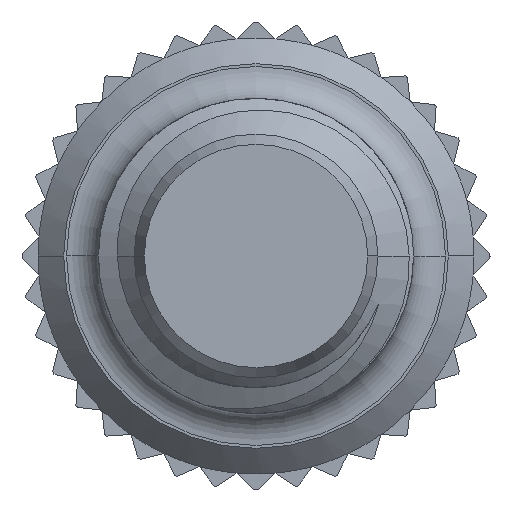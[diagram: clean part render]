
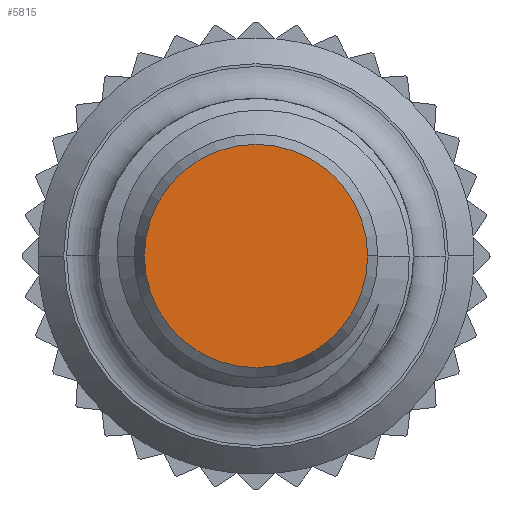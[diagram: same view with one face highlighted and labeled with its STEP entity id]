
A CAD part, front view. The second image highlights one B-rep face of the part: STEP entity #5815.
In plain terms, the highlighted planar face has unit normal (0, -1, 0).
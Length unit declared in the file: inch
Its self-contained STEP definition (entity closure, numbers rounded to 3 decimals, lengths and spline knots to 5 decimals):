
#677 = AXIS2_PLACEMENT_3D ( 'NONE', #2985, #7090, #3571 ) ;
#1258 = CARTESIAN_POINT ( 'NONE',  ( -0.08707, 0., 0. ) ) ;
#1379 = EDGE_CURVE ( 'NONE', #5269, #5078, #5842, .T. ) ;
#1451 = EDGE_CURVE ( 'NONE', #5078, #5269, #5484, .T. ) ;
#2272 = PLANE ( 'NONE',  #4501 ) ;
#2575 = ORIENTED_EDGE ( 'NONE', *, *, #1451, .T. ) ;
#2677 = CARTESIAN_POINT ( 'NONE',  ( 0., 0., 0. ) ) ;
#2985 = CARTESIAN_POINT ( 'NONE',  ( 0., 0., 0. ) ) ;
#3272 = DIRECTION ( 'NONE',  ( 1., 0., 0. ) ) ;
#3443 = ORIENTED_EDGE ( 'NONE', *, *, #1379, .T. ) ;
#3471 = DIRECTION ( 'NONE',  ( 0., -1., 0. ) ) ;
#3571 = DIRECTION ( 'NONE',  ( 1., 0., 0. ) ) ;
#4091 = CARTESIAN_POINT ( 'NONE',  ( 0.08707, 0., 0. ) ) ;
#4501 = AXIS2_PLACEMENT_3D ( 'NONE', #6983, #3471, #7596 ) ;
#5078 = VERTEX_POINT ( 'NONE', #1258 ) ;
#5269 = VERTEX_POINT ( 'NONE', #4091 ) ;
#5484 = CIRCLE ( 'NONE', #677, 0.08707 ) ;
#5815 = ADVANCED_FACE ( 'NONE', ( #6162 ), #2272, .T. ) ;
#5842 = CIRCLE ( 'NONE', #7531, 0.08707 ) ;
#6162 = FACE_OUTER_BOUND ( 'NONE', #6198, .T. ) ;
#6198 = EDGE_LOOP ( 'NONE', ( #2575, #3443 ) ) ;
#6784 = DIRECTION ( 'NONE',  ( 0., -1., 0. ) ) ;
#6983 = CARTESIAN_POINT ( 'NONE',  ( 0., 0., 0. ) ) ;
#7090 = DIRECTION ( 'NONE',  ( 0., -1., 0. ) ) ;
#7531 = AXIS2_PLACEMENT_3D ( 'NONE', #2677, #6784, #3272 ) ;
#7596 = DIRECTION ( 'NONE',  ( 1., 0., 0. ) ) ;
